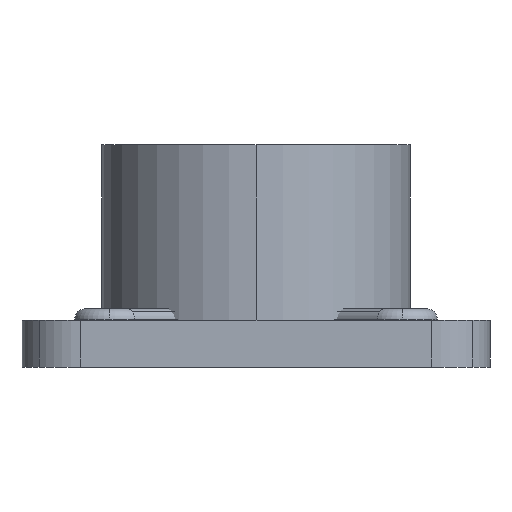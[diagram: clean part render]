
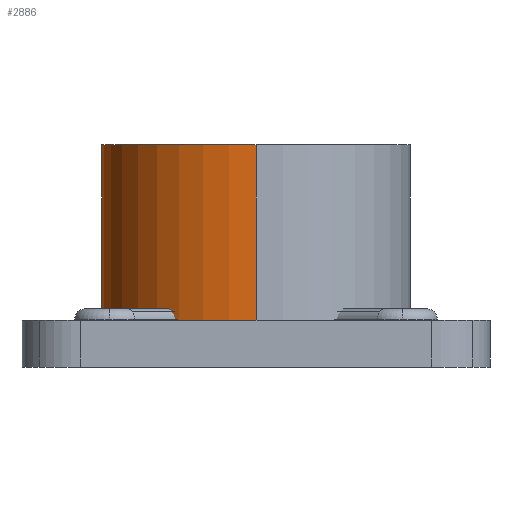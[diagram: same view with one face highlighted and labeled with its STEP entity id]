
A CAD part, left-side view. The second image highlights one B-rep face of the part: STEP entity #2886.
In plain terms, the highlighted cylindrical face has radius 13.2 mm (diameter 26.4 mm), a partial arc.
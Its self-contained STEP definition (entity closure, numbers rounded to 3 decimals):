
#2845=CARTESIAN_POINT('',(163.234,46.419,4.0));
#2846=DIRECTION('',(0.0,0.0,1.0));
#2847=DIRECTION('',(1.0,0.0,0.0));
#2848=AXIS2_PLACEMENT_3D('',#2845,#2846,#2847);
#2849=CYLINDRICAL_SURFACE('',#2848,13.2);
#2850=CARTESIAN_POINT('',(176.434,46.419,4.0));
#2851=VERTEX_POINT('',#2850);
#2852=CARTESIAN_POINT('',(176.434,46.419,19.0));
#2853=VERTEX_POINT('',#2852);
#2854=CARTESIAN_POINT('',(176.434,46.419,4.0));
#2855=DIRECTION('',(0.0,0.0,1.0));
#2856=VECTOR('',#2855,15.0);
#2857=LINE('',#2854,#2856);
#2858=EDGE_CURVE('',#2851,#2853,#2857,.T.);
#2859=ORIENTED_EDGE('',*,*,#2858,.F.);
#2860=CARTESIAN_POINT('',(150.034,46.419,4.0));
#2861=VERTEX_POINT('',#2860);
#2862=CARTESIAN_POINT('',(163.234,46.419,4.0));
#2863=DIRECTION('',(0.0,0.0,1.0));
#2864=DIRECTION('',(1.0,0.0,0.0));
#2865=AXIS2_PLACEMENT_3D('',#2862,#2863,#2864);
#2866=CIRCLE('',#2865,13.2);
#2867=EDGE_CURVE('',#2851,#2861,#2866,.T.);
#2868=ORIENTED_EDGE('',*,*,#2867,.T.);
#2869=CARTESIAN_POINT('',(150.034,46.419,19.0));
#2870=VERTEX_POINT('',#2869);
#2871=CARTESIAN_POINT('',(150.034,46.419,19.0));
#2872=DIRECTION('',(0.0,0.0,-1.0));
#2873=VECTOR('',#2872,15.0);
#2874=LINE('',#2871,#2873);
#2875=EDGE_CURVE('',#2870,#2861,#2874,.T.);
#2876=ORIENTED_EDGE('',*,*,#2875,.F.);
#2877=CARTESIAN_POINT('',(163.234,46.419,19.0));
#2878=DIRECTION('',(0.0,0.0,-1.0));
#2879=DIRECTION('',(1.0,0.0,0.0));
#2880=AXIS2_PLACEMENT_3D('',#2877,#2878,#2879);
#2881=CIRCLE('',#2880,13.2);
#2882=EDGE_CURVE('',#2870,#2853,#2881,.T.);
#2883=ORIENTED_EDGE('',*,*,#2882,.T.);
#2884=EDGE_LOOP('',(#2859,#2868,#2876,#2883));
#2885=FACE_OUTER_BOUND('',#2884,.T.);
#2886=ADVANCED_FACE('',(#2885),#2849,.T.);
